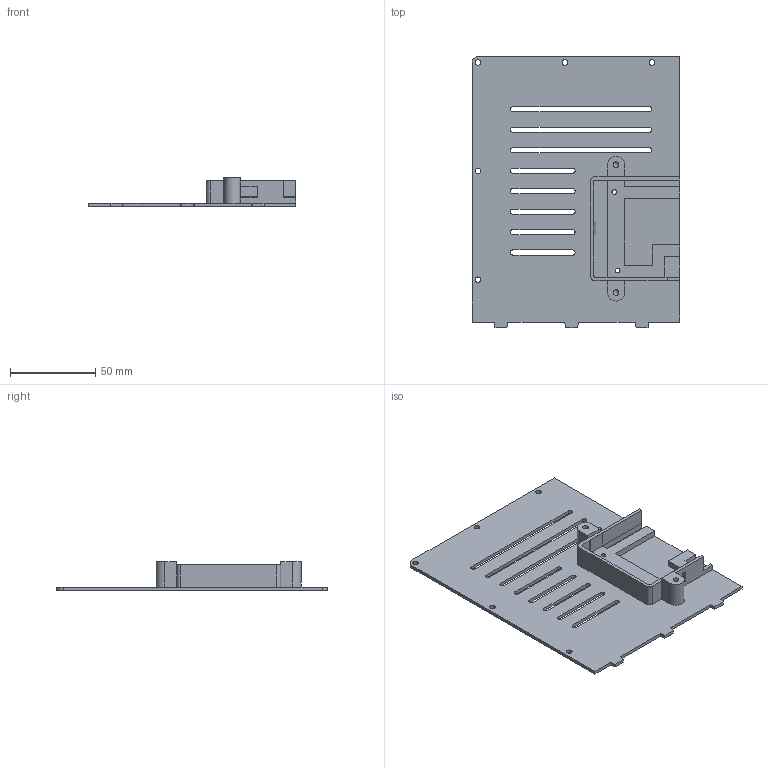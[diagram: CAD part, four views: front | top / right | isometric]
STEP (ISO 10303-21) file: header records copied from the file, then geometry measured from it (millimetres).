
FILE_DESCRIPTION(('FreeCAD Model'),'2;1');
FILE_NAME('Open CASCADE Shape Model','2021-10-21T10:44:32',('Author'),( ''),'Open CASCADE STEP processor 7.5','FreeCAD','Unknown');
FILE_SCHEMA(('AUTOMOTIVE_DESIGN { 1 0 10303 214 1 1 1 1 }'));
Length unit declared in the file: millimetre
Products named in the file (1): Back_Right
Bounding box: 122 x 158.99 x 17 mm (x, y, z)
Volume: 46305 mm3; surface area: 44655.9 mm2
Topology: 1 solids, 1 shells, 149 faces, 405 edges, 258 vertices
Faces by surface type: plane 103, cylinder 38, cone 8
Full cylindrical faces by diameter (mm): 2.7 x2, 3.3 x7, 6 x4
Entity records: 10094 total; most frequent: CARTESIAN_POINT 1971, DIRECTION 1527, LINE 1043, VECTOR 1043, ORIENTED_EDGE 802, PCURVE 802, DEFINITIONAL_REPRESENTATION 802, EDGE_CURVE 401
